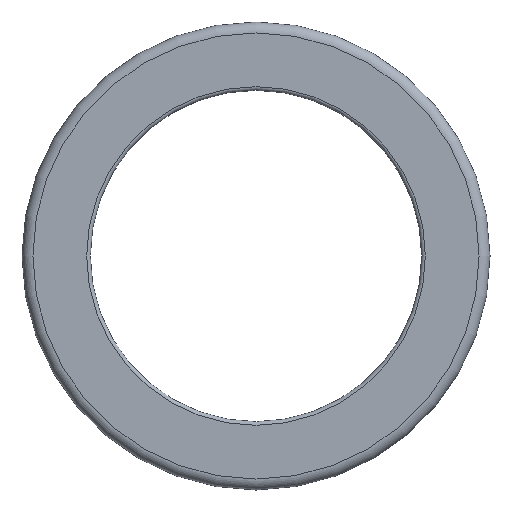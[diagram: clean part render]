
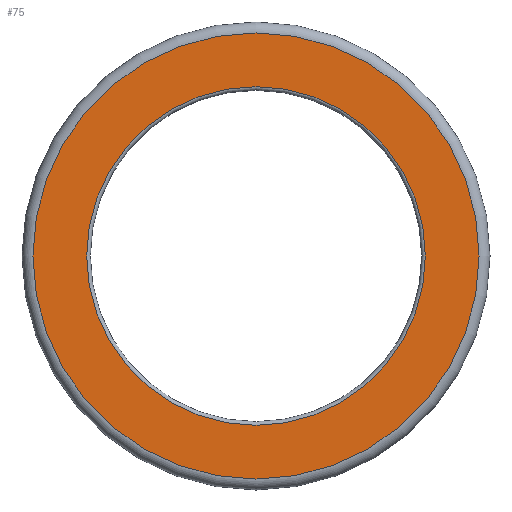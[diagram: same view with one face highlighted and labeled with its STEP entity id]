
A CAD part, left-side view. The second image highlights one B-rep face of the part: STEP entity #75.
In plain terms, the highlighted planar face has unit normal (-1, 0, 0).
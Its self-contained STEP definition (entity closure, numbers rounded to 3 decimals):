
#75 = ADVANCED_FACE( '', ( #158, #159 ), #160, .T. );
#158 = FACE_BOUND( '', #245, .T. );
#159 = FACE_OUTER_BOUND( '', #246, .T. );
#160 = PLANE( '', #247 );
#245 = EDGE_LOOP( '', ( #389 ) );
#246 = EDGE_LOOP( '', ( #390 ) );
#247 = AXIS2_PLACEMENT_3D( '', #391, #392, #393 );
#389 = ORIENTED_EDGE( '', *, *, #515, .T. );
#390 = ORIENTED_EDGE( '', *, *, #501, .T. );
#391 = CARTESIAN_POINT( '', ( 0., 0., 0. ) );
#392 = DIRECTION( '', ( -1., 0., 0. ) );
#393 = DIRECTION( '', ( 0., 0., 1. ) );
#501 = EDGE_CURVE( '', #596, #596, #597, .T. );
#515 = EDGE_CURVE( '', #615, #615, #616, .F. );
#596 = VERTEX_POINT( '', #760 );
#597 = CIRCLE( '', #761, 12.25 );
#615 = VERTEX_POINT( '', #790 );
#616 = CIRCLE( '', #791, 9.3 );
#760 = CARTESIAN_POINT( '', ( 0., 0., 12.25 ) );
#761 = AXIS2_PLACEMENT_3D( '', #871, #872, #873 );
#790 = CARTESIAN_POINT( '', ( 0., 0., 9.3 ) );
#791 = AXIS2_PLACEMENT_3D( '', #887, #888, #889 );
#871 = CARTESIAN_POINT( '', ( 0., 0., 0. ) );
#872 = DIRECTION( '', ( -1., 0., 0. ) );
#873 = DIRECTION( '', ( 0., 0., 1. ) );
#887 = CARTESIAN_POINT( '', ( 0., 0., 0. ) );
#888 = DIRECTION( '', ( -1., 0., 0. ) );
#889 = DIRECTION( '', ( 0., 0., 1. ) );
